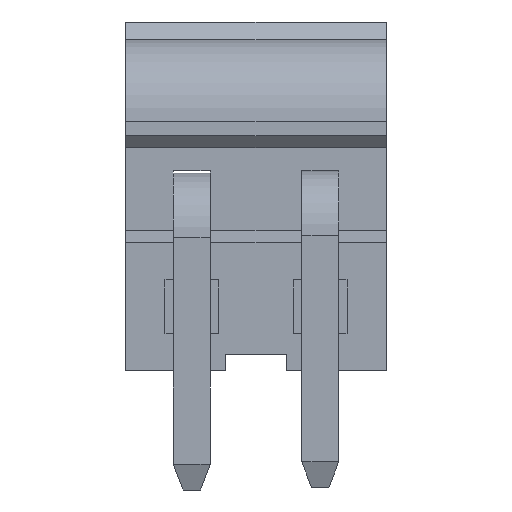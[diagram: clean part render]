
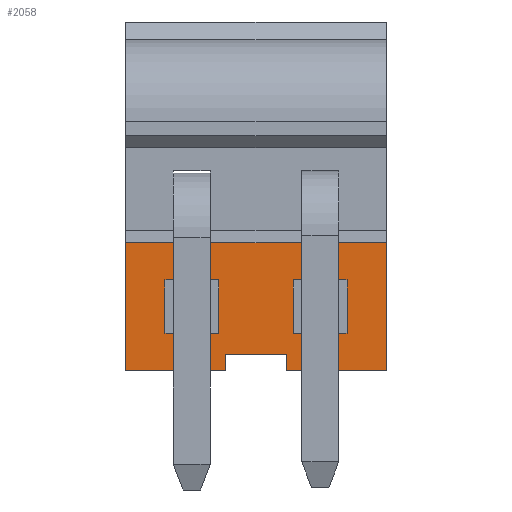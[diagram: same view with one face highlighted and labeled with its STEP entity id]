
A CAD part, front view. The second image highlights one B-rep face of the part: STEP entity #2058.
In plain terms, the highlighted face is planar.
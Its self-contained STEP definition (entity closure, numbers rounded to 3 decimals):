
#155=ORIENTED_EDGE('',*,*,#493,.T.);
#156=ORIENTED_EDGE('',*,*,#496,.T.);
#157=ORIENTED_EDGE('',*,*,#551,.F.);
#158=ORIENTED_EDGE('',*,*,#552,.T.);
#159=ORIENTED_EDGE('',*,*,#548,.T.);
#160=ORIENTED_EDGE('',*,*,#536,.F.);
#161=ORIENTED_EDGE('',*,*,#486,.F.);
#162=ORIENTED_EDGE('',*,*,#490,.T.);
#163=ORIENTED_EDGE('',*,*,#508,.F.);
#164=ORIENTED_EDGE('',*,*,#501,.F.);
#165=ORIENTED_EDGE('',*,*,#504,.F.);
#166=ORIENTED_EDGE('',*,*,#506,.F.);
#167=ORIENTED_EDGE('',*,*,#522,.F.);
#168=ORIENTED_EDGE('',*,*,#515,.F.);
#169=ORIENTED_EDGE('',*,*,#518,.F.);
#170=ORIENTED_EDGE('',*,*,#520,.F.);
#486=EDGE_CURVE('',#697,#698,#831,.T.);
#490=EDGE_CURVE('',#697,#700,#835,.T.);
#493=EDGE_CURVE('',#700,#702,#838,.T.);
#496=EDGE_CURVE('',#702,#704,#841,.T.);
#501=EDGE_CURVE('',#709,#710,#846,.T.);
#504=EDGE_CURVE('',#711,#709,#849,.T.);
#506=EDGE_CURVE('',#712,#711,#851,.T.);
#508=EDGE_CURVE('',#710,#712,#853,.T.);
#515=EDGE_CURVE('',#717,#718,#860,.T.);
#518=EDGE_CURVE('',#719,#717,#863,.T.);
#520=EDGE_CURVE('',#720,#719,#865,.T.);
#522=EDGE_CURVE('',#718,#720,#867,.T.);
#536=EDGE_CURVE('',#698,#734,#876,.T.);
#548=EDGE_CURVE('',#743,#734,#887,.T.);
#551=EDGE_CURVE('',#745,#704,#890,.T.);
#552=EDGE_CURVE('',#745,#743,#891,.T.);
#697=VERTEX_POINT('',#2656);
#698=VERTEX_POINT('',#2658);
#700=VERTEX_POINT('',#2664);
#702=VERTEX_POINT('',#2670);
#704=VERTEX_POINT('',#2676);
#709=VERTEX_POINT('',#2689);
#710=VERTEX_POINT('',#2690);
#711=VERTEX_POINT('',#2695);
#712=VERTEX_POINT('',#2699);
#717=VERTEX_POINT('',#2717);
#718=VERTEX_POINT('',#2718);
#719=VERTEX_POINT('',#2723);
#720=VERTEX_POINT('',#2727);
#734=VERTEX_POINT('',#2759);
#743=VERTEX_POINT('',#2783);
#745=VERTEX_POINT('',#2789);
#831=LINE('',#2657,#1022);
#835=LINE('',#2665,#1026);
#838=LINE('',#2671,#1029);
#841=LINE('',#2677,#1032);
#846=LINE('',#2688,#1037);
#849=LINE('',#2694,#1040);
#851=LINE('',#2698,#1042);
#853=LINE('',#2702,#1044);
#860=LINE('',#2716,#1051);
#863=LINE('',#2722,#1054);
#865=LINE('',#2726,#1056);
#867=LINE('',#2730,#1058);
#876=LINE('',#2758,#1067);
#887=LINE('',#2782,#1078);
#890=LINE('',#2788,#1081);
#891=LINE('',#2790,#1082);
#1022=VECTOR('',#2249,1000.);
#1026=VECTOR('',#2255,1000.);
#1029=VECTOR('',#2260,1000.);
#1032=VECTOR('',#2265,1000.);
#1037=VECTOR('',#2274,1000.);
#1040=VECTOR('',#2279,1000.);
#1042=VECTOR('',#2283,1000.);
#1044=VECTOR('',#2287,1000.);
#1051=VECTOR('',#2300,1000.);
#1054=VECTOR('',#2305,1000.);
#1056=VECTOR('',#2309,1000.);
#1058=VECTOR('',#2313,1000.);
#1067=VECTOR('',#2334,1000.);
#1078=VECTOR('',#2353,1000.);
#1081=VECTOR('',#2358,1000.);
#1082=VECTOR('',#2359,1000.);
#1224=EDGE_LOOP('',(#155,#156,#157,#158,#159,#160,#161,#162));
#1225=EDGE_LOOP('',(#163,#164,#165,#166));
#1226=EDGE_LOOP('',(#167,#168,#169,#170));
#1313=FACE_BOUND('',#1224,.T.);
#1314=FACE_BOUND('',#1225,.T.);
#1315=FACE_BOUND('',#1226,.T.);
#1402=PLANE('',#2154);
#2058=ADVANCED_FACE('',(#1313,#1314,#1315),#1402,.T.);
#2154=AXIS2_PLACEMENT_3D('',#2787,#2356,#2357);
#2249=DIRECTION('',(1.,0.,0.));
#2255=DIRECTION('',(0.,1.,0.));
#2260=DIRECTION('',(-1.,0.,0.));
#2265=DIRECTION('',(0.,-1.,0.));
#2274=DIRECTION('',(0.,-1.,0.));
#2279=DIRECTION('',(1.,0.,0.));
#2283=DIRECTION('',(0.,1.,0.));
#2287=DIRECTION('',(-1.,0.,0.));
#2300=DIRECTION('',(0.,-1.,0.));
#2305=DIRECTION('',(1.,0.,0.));
#2309=DIRECTION('',(0.,1.,0.));
#2313=DIRECTION('',(-1.,0.,0.));
#2334=DIRECTION('',(0.,1.,0.));
#2353=DIRECTION('',(1.,0.,0.));
#2356=DIRECTION('',(0.,0.,-1.));
#2357=DIRECTION('',(0.,1.,0.));
#2358=DIRECTION('',(1.,0.,0.));
#2359=DIRECTION('',(0.,1.,0.));
#2656=CARTESIAN_POINT('',(0.95,-1.975,-1.6));
#2657=CARTESIAN_POINT('',(-4.015,-1.975,-1.6));
#2658=CARTESIAN_POINT('',(4.015,-1.975,-1.6));
#2664=CARTESIAN_POINT('',(0.95,-1.475,-1.6));
#2665=CARTESIAN_POINT('',(0.95,-1.975,-1.6));
#2670=CARTESIAN_POINT('',(-0.95,-1.475,-1.6));
#2671=CARTESIAN_POINT('',(-4.015,-1.475,-1.6));
#2676=CARTESIAN_POINT('',(-0.95,-1.975,-1.6));
#2677=CARTESIAN_POINT('',(-0.95,-1.975,-1.6));
#2688=CARTESIAN_POINT('',(2.805,0.825,-1.6));
#2689=CARTESIAN_POINT('',(2.805,0.825,-1.6));
#2690=CARTESIAN_POINT('',(2.805,-0.825,-1.6));
#2694=CARTESIAN_POINT('',(1.155,0.825,-1.6));
#2695=CARTESIAN_POINT('',(1.155,0.825,-1.6));
#2698=CARTESIAN_POINT('',(1.155,-0.825,-1.6));
#2699=CARTESIAN_POINT('',(1.155,-0.825,-1.6));
#2702=CARTESIAN_POINT('',(2.805,-0.825,-1.6));
#2716=CARTESIAN_POINT('',(-1.155,0.825,-1.6));
#2717=CARTESIAN_POINT('',(-1.155,0.825,-1.6));
#2718=CARTESIAN_POINT('',(-1.155,-0.825,-1.6));
#2722=CARTESIAN_POINT('',(-2.805,0.825,-1.6));
#2723=CARTESIAN_POINT('',(-2.805,0.825,-1.6));
#2726=CARTESIAN_POINT('',(-2.805,-0.825,-1.6));
#2727=CARTESIAN_POINT('',(-2.805,-0.825,-1.6));
#2730=CARTESIAN_POINT('',(-1.155,-0.825,-1.6));
#2758=CARTESIAN_POINT('',(4.015,-1.975,-1.6));
#2759=CARTESIAN_POINT('',(4.015,1.975,-1.6));
#2782=CARTESIAN_POINT('',(-4.015,1.975,-1.6));
#2783=CARTESIAN_POINT('',(-4.015,1.975,-1.6));
#2787=CARTESIAN_POINT('',(-4.015,-1.975,-1.6));
#2788=CARTESIAN_POINT('',(-4.015,-1.975,-1.6));
#2789=CARTESIAN_POINT('',(-4.015,-1.975,-1.6));
#2790=CARTESIAN_POINT('',(-4.015,-1.975,-1.6));
